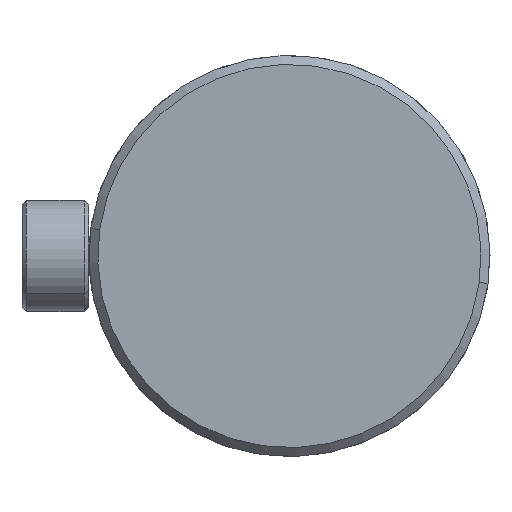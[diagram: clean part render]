
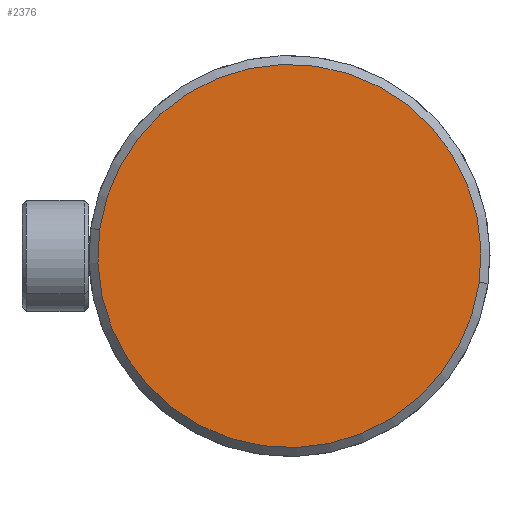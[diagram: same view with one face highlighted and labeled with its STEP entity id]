
A CAD part, left-side view. The second image highlights one B-rep face of the part: STEP entity #2376.
In plain terms, the highlighted planar face has unit normal (-1, 0, 0).
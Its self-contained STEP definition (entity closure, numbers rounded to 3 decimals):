
#18 = DIRECTION ( 'NONE',  ( 1., 0., 0. ) ) ;
#38 = CIRCLE ( 'NONE', #227, 43. ) ;
#227 = AXIS2_PLACEMENT_3D ( 'NONE', #1025, #2181, #3067 ) ;
#365 = CARTESIAN_POINT ( 'NONE',  ( -15., -43., 0. ) ) ;
#451 = EDGE_CURVE ( 'NONE', #2599, #793, #38, .T. ) ;
#478 = EDGE_CURVE ( 'NONE', #793, #2599, #637, .T. ) ;
#637 = CIRCLE ( 'NONE', #1197, 43. ) ;
#793 = VERTEX_POINT ( 'NONE', #365 ) ;
#839 = ORIENTED_EDGE ( 'NONE', *, *, #451, .F. ) ;
#909 = DIRECTION ( 'NONE',  ( -1., 0., 0. ) ) ;
#1025 = CARTESIAN_POINT ( 'NONE',  ( -15., 0., 0. ) ) ;
#1147 = PLANE ( 'NONE',  #3098 ) ;
#1197 = AXIS2_PLACEMENT_3D ( 'NONE', #2636, #18, #1979 ) ;
#1390 = FACE_OUTER_BOUND ( 'NONE', #2207, .T. ) ;
#1415 = DIRECTION ( 'NONE',  ( 0., -1., 0. ) ) ;
#1979 = DIRECTION ( 'NONE',  ( 0., 1., 0. ) ) ;
#2181 = DIRECTION ( 'NONE',  ( 1., 0., 0. ) ) ;
#2207 = EDGE_LOOP ( 'NONE', ( #839, #2910 ) ) ;
#2376 = ADVANCED_FACE ( 'NONE', ( #1390 ), #1147, .T. ) ;
#2599 = VERTEX_POINT ( 'NONE', #2859 ) ;
#2636 = CARTESIAN_POINT ( 'NONE',  ( -15., 0., 0. ) ) ;
#2859 = CARTESIAN_POINT ( 'NONE',  ( -15., 43., 0. ) ) ;
#2910 = ORIENTED_EDGE ( 'NONE', *, *, #478, .F. ) ;
#3067 = DIRECTION ( 'NONE',  ( 0., 1., 0. ) ) ;
#3095 = CARTESIAN_POINT ( 'NONE',  ( -15., 0., 0. ) ) ;
#3098 = AXIS2_PLACEMENT_3D ( 'NONE', #3095, #909, #1415 ) ;
